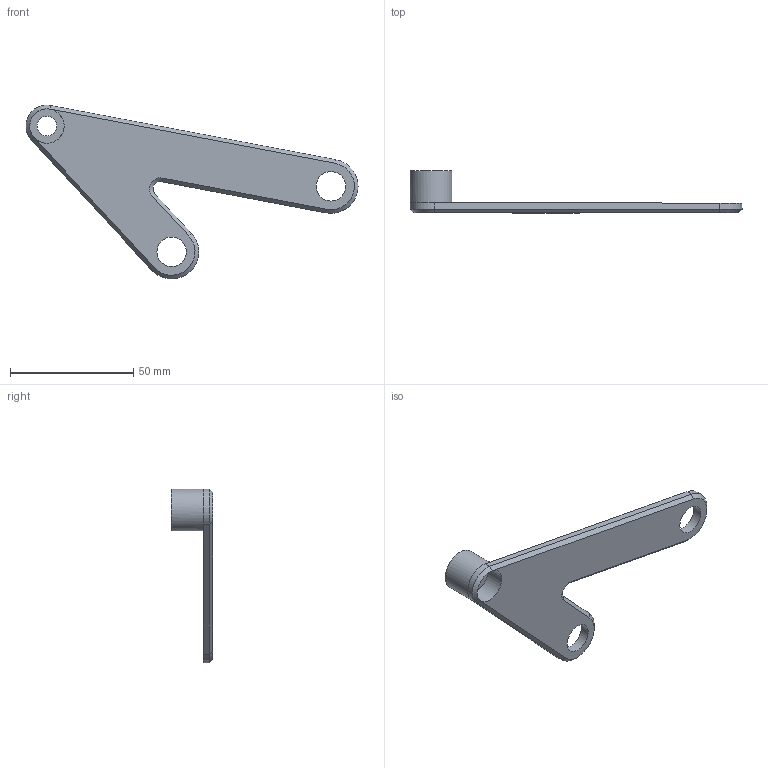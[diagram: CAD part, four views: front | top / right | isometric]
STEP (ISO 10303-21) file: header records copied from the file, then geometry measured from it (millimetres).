
FILE_DESCRIPTION(('FreeCAD Model'),'2;1');
FILE_NAME('ancrage_d.step','2017-03-14T00:10:30', ('Author'),(''),'Open CASCADE STEP processor 6.8','FreeCAD','Unknown' );
FILE_SCHEMA(('AUTOMOTIVE_DESIGN_CC2 { 1 2 10303 214 -1 1 5 4 }'));
Length unit declared in the file: millimetre
Products named in the file (1): Pocket002
Bounding box: 134.93 x 17 x 70.61 mm (x, y, z)
Volume: 16388.5 mm3; surface area: 10420.6 mm2
Topology: 1 solids, 1 shells, 25 faces, 57 edges, 34 vertices
Faces by surface type: plane 12, cylinder 9, cone 4
Full cylindrical faces by diameter (mm): 8 x1, 12 x2, 14 x1, 17 x1
Entity records: 1484 total; most frequent: CARTESIAN_POINT 256, DIRECTION 242, LINE 128, VECTOR 128, ORIENTED_EDGE 114, PCURVE 114, DEFINITIONAL_REPRESENTATION 114, EDGE_CURVE 57
